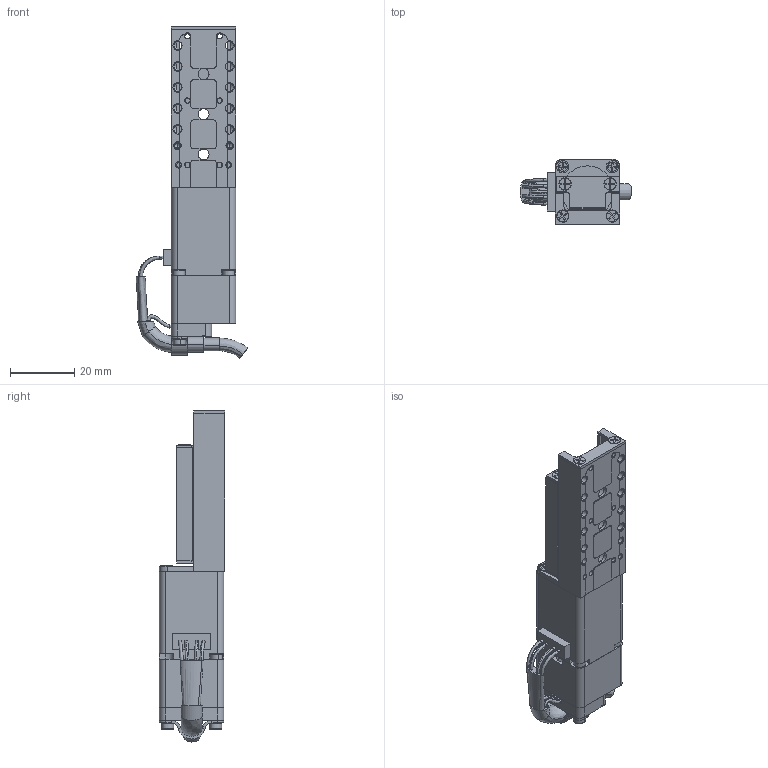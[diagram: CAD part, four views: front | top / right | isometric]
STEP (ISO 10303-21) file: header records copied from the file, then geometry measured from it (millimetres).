
FILE_DESCRIPTION (( 'STEP AP214' ), '1' );
FILE_NAME ('LSA25-T4A_Customer facing LSA25.step', '2020-10-09T18:57:21', ( '' ), ( '' ), 'SwSTEP 2.0', 'SolidWorks 2019', '' );
FILE_SCHEMA (( 'AUTOMOTIVE_DESIGN' ));
Length unit declared in the file: millimetre
Products named in the file (1): LSA25-T4A_Customer facing LSA25
Bounding box: 34.7 x 20.25 x 103.19 mm (x, y, z)
Volume: 25634.4 mm3; surface area: 20140.9 mm2
Topology: 26 solids, 26 shells, 988 faces, 2622 edges, 1672 vertices
Faces by surface type: plane 447, cylinder 344, cone 155, bspline 26, torus 16
Entity records: 48048 total; most frequent: CARTESIAN_POINT 11997, DIRECTION 5214, ORIENTED_EDGE 5180, EDGE_CURVE 2590, AXIS2_PLACEMENT_3D 1869, VERTEX_POINT 1672, VECTOR 1476, LINE 1476
